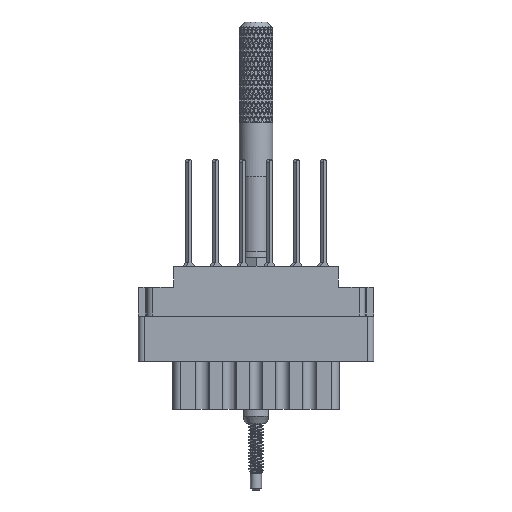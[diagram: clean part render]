
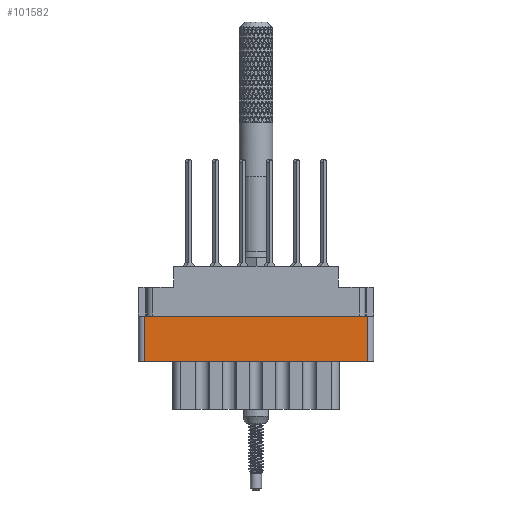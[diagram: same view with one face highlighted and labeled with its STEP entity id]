
A CAD part, front view. The second image highlights one B-rep face of the part: STEP entity #101582.
In plain terms, the highlighted planar face has unit normal (0, -1, 0).
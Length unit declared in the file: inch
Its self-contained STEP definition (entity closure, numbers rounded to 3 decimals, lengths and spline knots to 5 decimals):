
#3214 = ORIENTED_EDGE ( 'NONE', *, *, #12467, .T. ) ;
#5803 = ORIENTED_EDGE ( 'NONE', *, *, #65007, .F. ) ;
#12467 = EDGE_CURVE ( 'NONE', #141785, #134963, #123835, .T. ) ;
#14575 = VECTOR ( 'NONE', #25248, 39.37008 ) ;
#17414 = CARTESIAN_POINT ( 'NONE',  ( 0.624, -0.343, -0.529 ) ) ;
#23000 = ORIENTED_EDGE ( 'NONE', *, *, #52156, .F. ) ;
#25248 = DIRECTION ( 'NONE',  ( 1., 0., 0. ) ) ;
#41030 = VECTOR ( 'NONE', #140751, 39.37008 ) ;
#47501 = CARTESIAN_POINT ( 'NONE',  ( -0.624, -0.343, -0.798 ) ) ;
#48862 = DIRECTION ( 'NONE',  ( -1., 0., 0. ) ) ;
#52156 = EDGE_CURVE ( 'NONE', #54560, #181033, #98107, .T. ) ;
#54560 = VERTEX_POINT ( 'NONE', #97453 ) ;
#55053 = AXIS2_PLACEMENT_3D ( 'NONE', #47501, #155932, #156835 ) ;
#57348 = CARTESIAN_POINT ( 'NONE',  ( -0.624, -0.343, -0.798 ) ) ;
#62743 = LINE ( 'NONE', #17414, #158153 ) ;
#65007 = EDGE_CURVE ( 'NONE', #181033, #134963, #81723, .T. ) ;
#81723 = LINE ( 'NONE', #153028, #14575 ) ;
#85494 = CARTESIAN_POINT ( 'NONE',  ( 0.624, -0.343, -0.277 ) ) ;
#96940 = CARTESIAN_POINT ( 'NONE',  ( 0.624, -0.343, -0.798 ) ) ;
#97453 = CARTESIAN_POINT ( 'NONE',  ( -0.624, -0.343, -0.529 ) ) ;
#98107 = LINE ( 'NONE', #57348, #41030 ) ;
#98964 = ORIENTED_EDGE ( 'NONE', *, *, #170575, .F. ) ;
#99320 = CARTESIAN_POINT ( 'NONE',  ( 0.624, -0.343, -0.529 ) ) ;
#101582 = ADVANCED_FACE ( 'NONE', ( #129043 ), #157725, .T. ) ;
#108151 = DIRECTION ( 'NONE',  ( 0., 0., 1. ) ) ;
#123835 = LINE ( 'NONE', #96940, #136096 ) ;
#129043 = FACE_OUTER_BOUND ( 'NONE', #183016, .T. ) ;
#134963 = VERTEX_POINT ( 'NONE', #85494 ) ;
#136096 = VECTOR ( 'NONE', #108151, 39.37008 ) ;
#140751 = DIRECTION ( 'NONE',  ( 0., 0., 1. ) ) ;
#141785 = VERTEX_POINT ( 'NONE', #99320 ) ;
#146587 = CARTESIAN_POINT ( 'NONE',  ( -0.624, -0.343, -0.277 ) ) ;
#153028 = CARTESIAN_POINT ( 'NONE',  ( -0.656, -0.343, -0.277 ) ) ;
#155932 = DIRECTION ( 'NONE',  ( 0., -1., 0. ) ) ;
#156835 = DIRECTION ( 'NONE',  ( 0., 0., -1. ) ) ;
#157725 = PLANE ( 'NONE',  #55053 ) ;
#158153 = VECTOR ( 'NONE', #48862, 39.37008 ) ;
#170575 = EDGE_CURVE ( 'NONE', #141785, #54560, #62743, .T. ) ;
#181033 = VERTEX_POINT ( 'NONE', #146587 ) ;
#183016 = EDGE_LOOP ( 'NONE', ( #23000, #98964, #3214, #5803 ) ) ;
